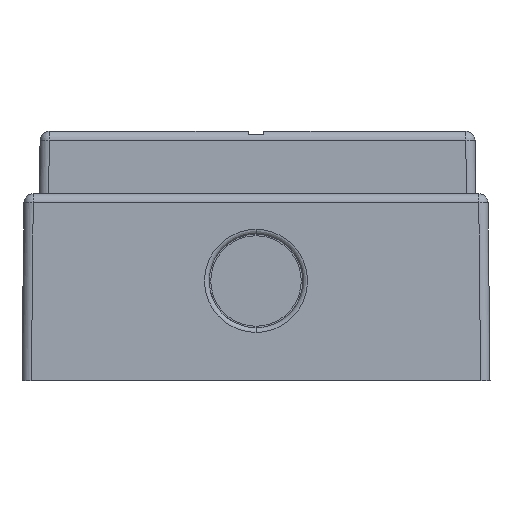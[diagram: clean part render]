
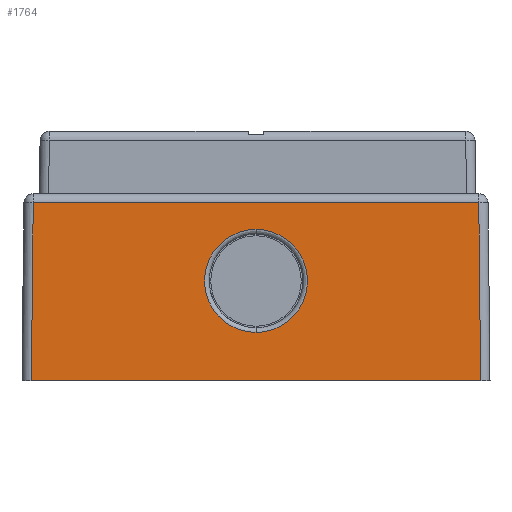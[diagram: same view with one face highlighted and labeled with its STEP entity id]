
A CAD part, front view. The second image highlights one B-rep face of the part: STEP entity #1764.
In plain terms, the highlighted planar face has unit normal (0, -1, 0.014).
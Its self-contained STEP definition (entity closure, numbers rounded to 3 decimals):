
#188=DIRECTION('',(1.,0.,0.));
#189=VECTOR('',#188,14.4);
#190=CARTESIAN_POINT('',(-16.2,15.,-8.));
#191=LINE('',#190,#189);
#240=DIRECTION('',(0.01,-0.014,-1.));
#241=VECTOR('',#240,5.705);
#242=CARTESIAN_POINT('',(-1.86,15.08,-2.296));
#243=LINE('',#242,#241);
#244=DIRECTION('',(0.01,0.014,1.));
#245=VECTOR('',#244,5.705);
#246=CARTESIAN_POINT('',(-16.2,15.,-8.));
#247=LINE('',#246,#245);
#248=DIRECTION('',(-1.,0.,0.));
#249=VECTOR('',#248,14.281);
#250=CARTESIAN_POINT('',(-1.86,15.08,-2.296));
#251=LINE('',#250,#249);
#944=CARTESIAN_POINT('',(-9.,15.068,-3.148));
#945=CARTESIAN_POINT('',(-8.879,15.068,-3.148));
#946=CARTESIAN_POINT('',(-8.642,15.067,-3.174));
#947=CARTESIAN_POINT('',(-8.289,15.066,-3.293));
#948=CARTESIAN_POINT('',(-7.971,15.063,-3.491));
#949=CARTESIAN_POINT('',(-7.705,15.059,-3.752));
#950=CARTESIAN_POINT('',(-7.503,15.055,-4.07));
#951=CARTESIAN_POINT('',(-7.378,15.05,-4.424));
#952=CARTESIAN_POINT('',(-7.336,15.045,-4.795));
#953=CARTESIAN_POINT('',(-7.377,15.04,-5.166));
#954=CARTESIAN_POINT('',(-7.5,15.035,-5.519));
#955=CARTESIAN_POINT('',(-7.701,15.03,-5.837));
#956=CARTESIAN_POINT('',(-7.966,15.027,-6.101));
#957=CARTESIAN_POINT('',(-8.286,15.024,-6.301));
#958=CARTESIAN_POINT('',(-8.64,15.022,-6.422));
#959=CARTESIAN_POINT('',(-8.879,15.022,-6.448));
#960=CARTESIAN_POINT('',(-9.,15.022,-6.448));
#970=CARTESIAN_POINT('',(-9.,15.022,-6.448));
#971=CARTESIAN_POINT('',(-9.121,15.022,-6.448));
#972=CARTESIAN_POINT('',(-9.358,15.022,-6.422));
#973=CARTESIAN_POINT('',(-9.711,15.024,-6.303));
#974=CARTESIAN_POINT('',(-10.029,15.026,-6.105));
#975=CARTESIAN_POINT('',(-10.295,15.03,-5.843));
#976=CARTESIAN_POINT('',(-10.497,15.035,-5.525));
#977=CARTESIAN_POINT('',(-10.622,15.039,-5.171));
#978=CARTESIAN_POINT('',(-10.664,15.045,-4.801));
#979=CARTESIAN_POINT('',(-10.623,15.05,-4.43));
#980=CARTESIAN_POINT('',(-10.5,15.055,-4.077));
#981=CARTESIAN_POINT('',(-10.3,15.059,-3.758));
#982=CARTESIAN_POINT('',(-10.035,15.063,-3.494));
#983=CARTESIAN_POINT('',(-9.714,15.066,-3.295));
#984=CARTESIAN_POINT('',(-9.36,15.067,-3.174));
#985=CARTESIAN_POINT('',(-9.121,15.068,-3.148));
#986=CARTESIAN_POINT('',(-9.,15.068,-3.148));
#1306=CARTESIAN_POINT('',(-16.2,15.,-8.));
#1307=CARTESIAN_POINT('',(-1.8,15.,-8.));
#1308=VERTEX_POINT('',#1306);
#1309=VERTEX_POINT('',#1307);
#1339=CARTESIAN_POINT('',(-1.86,15.08,
-2.296));
#1340=CARTESIAN_POINT('',(-16.14,15.08,
-2.296));
#1341=VERTEX_POINT('',#1339);
#1342=VERTEX_POINT('',#1340);
#1343=VERTEX_POINT('',#944);
#1344=VERTEX_POINT('',#960);
#1744=CARTESIAN_POINT('',(-9.,15.,-8.));
#1745=DIRECTION('',(0.,-1.,0.014));
#1746=DIRECTION('',(0.,0.014,1.));
#1747=AXIS2_PLACEMENT_3D('',#1744,#1745,#1746);
#1748=PLANE('',#1747);
#1750=ORIENTED_EDGE('',*,*,#1749,.F.);
#1752=ORIENTED_EDGE('',*,*,#1751,.T.);
#1753=ORIENTED_EDGE('',*,*,#1708,.F.);
#1755=ORIENTED_EDGE('',*,*,#1754,.T.);
#1756=EDGE_LOOP('',(#1750,#1752,#1753,#1755));
#1757=FACE_OUTER_BOUND('',#1756,.F.);
#1759=ORIENTED_EDGE('',*,*,#1758,.F.);
#1761=ORIENTED_EDGE('',*,*,#1760,.F.);
#1762=EDGE_LOOP('',(#1759,#1761));
#1763=FACE_BOUND('',#1762,.F.);
#1764=ADVANCED_FACE('',(#1757,#1763),#1748,.T.);
#961=B_SPLINE_CURVE_WITH_KNOTS('',3,(#944,#945,#946,#947,#948,#949,#950,#951,
#952,#953,#954,#955,#956,#957,#958,#959,#960),.UNSPECIFIED.,.F.,.F.,(4,1,1,1,1,
1,1,1,1,1,1,1,1,1,4),(0.,0.071,0.143,
0.214,0.286,0.357,0.429,0.5,
0.571,0.643,0.714,0.786,
0.857,0.929,1.),.UNSPECIFIED.);
#987=B_SPLINE_CURVE_WITH_KNOTS('',3,(#970,#971,#972,#973,#974,#975,#976,#977,
#978,#979,#980,#981,#982,#983,#984,#985,#986),.UNSPECIFIED.,.F.,.F.,(4,1,1,1,1,
1,1,1,1,1,1,1,1,1,4),(0.,0.071,0.143,
0.214,0.286,0.357,0.429,0.5,
0.571,0.643,0.714,0.786,
0.857,0.929,1.),.UNSPECIFIED.);
#1708=EDGE_CURVE('',#1308,#1309,#191,.T.);
#1749=EDGE_CURVE('',#1341,#1342,#251,.T.);
#1751=EDGE_CURVE('',#1341,#1309,#243,.T.);
#1754=EDGE_CURVE('',#1308,#1342,#247,.T.);
#1758=EDGE_CURVE('',#1343,#1344,#961,.T.);
#1760=EDGE_CURVE('',#1344,#1343,#987,.T.);
